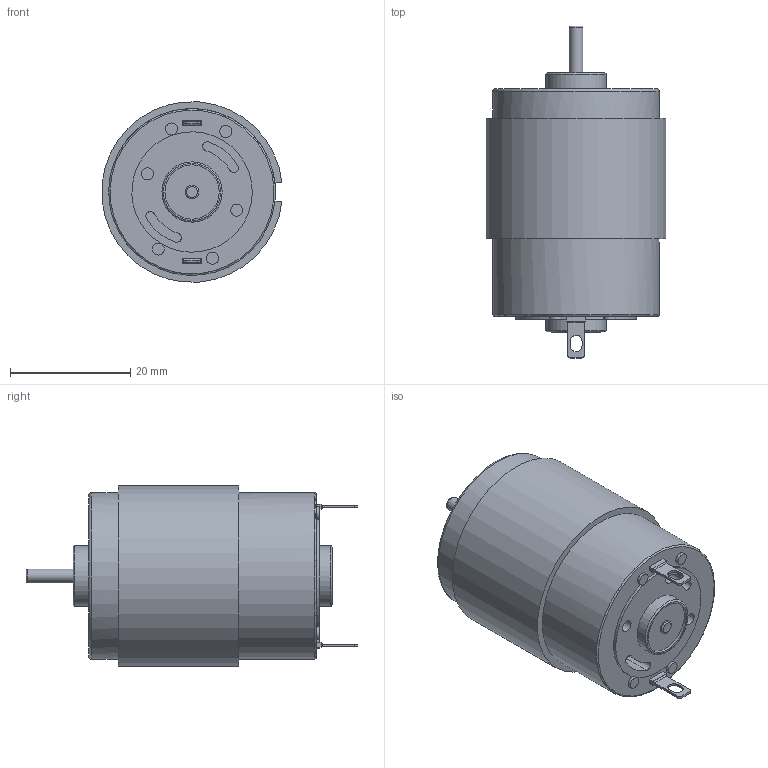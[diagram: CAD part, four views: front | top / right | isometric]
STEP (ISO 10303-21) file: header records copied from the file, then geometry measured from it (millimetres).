
FILE_DESCRIPTION(/* description */ (''),/* implementation_level */ '2;1');
FILE_NAME(/* name */ 'machubi fusion.step',/* time_stamp */ '2019-02-07T18:04:20+00:00',/* author */ (''),/* organization */ (''),/* preprocessor_version */ 'ST-DEVELOPER v17.2',/* originating_system */ 'Autodesk Translation Framework v7.6.0.251',/* authorisation */ '');
FILE_SCHEMA (('AUTOMOTIVE_DESIGN { 1 0 10303 214 3 1 1 }'));
Length unit declared in the file: millimetre
Products named in the file (1): MABUCHI_MOTOR_385
Bounding box: 29.87 x 55.1 x 29.9 mm (x, y, z)
Volume: 24677.3 mm3; surface area: 6242.4 mm2
Topology: 1 solids, 1 shells, 96 faces, 233 edges, 152 vertices
Faces by surface type: plane 44, cylinder 43, torus 6, cone 3
Full cylindrical faces by diameter (mm): 2 x6, 2.3 x2, 2.6 x3, 9 x2, 10 x2, 27.7 x1
Entity records: 3063 total; most frequent: DIRECTION 537, CARTESIAN_POINT 527, ORIENTED_EDGE 460, EDGE_CURVE 230, AXIS2_PLACEMENT_3D 214, VERTEX_POINT 152, EDGE_LOOP 118, CIRCLE 113
